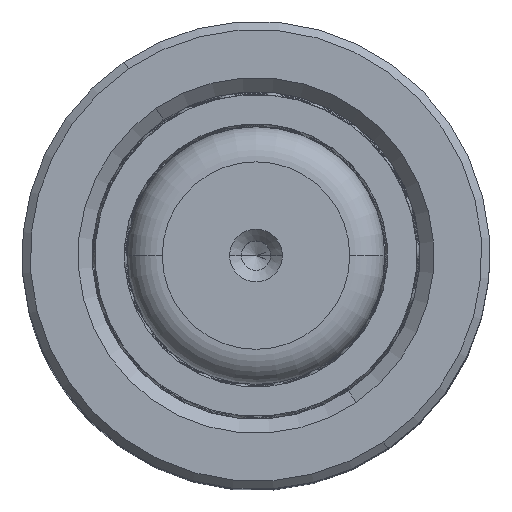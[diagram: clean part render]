
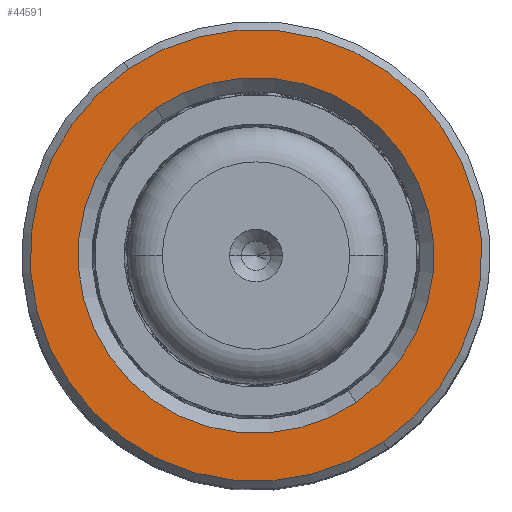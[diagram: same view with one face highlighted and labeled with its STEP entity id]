
A CAD part, top view. The second image highlights one B-rep face of the part: STEP entity #44591.
In plain terms, the highlighted planar face has unit normal (0, 0, 1).
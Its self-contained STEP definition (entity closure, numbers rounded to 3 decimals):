
#644 = DIRECTION ( 'NONE',  ( 1., 0., 0. ) ) ;
#835 = CARTESIAN_POINT ( 'NONE',  ( 15.2, 0., 60. ) ) ;
#912 = DIRECTION ( 'NONE',  ( 1., 0., 0. ) ) ;
#4767 = VERTEX_POINT ( 'NONE', #46812 ) ;
#5445 = AXIS2_PLACEMENT_3D ( 'NONE', #39566, #16495, #38223 ) ;
#6724 = EDGE_CURVE ( 'NONE', #41746, #15202, #27708, .T. ) ;
#8267 = CARTESIAN_POINT ( 'NONE',  ( 0., 0., 60. ) ) ;
#9286 = DIRECTION ( 'NONE',  ( 0., 0., 1. ) ) ;
#10654 = AXIS2_PLACEMENT_3D ( 'NONE', #8267, #38777, #38221 ) ;
#10877 = CARTESIAN_POINT ( 'NONE',  ( -15.2, 0., 60. ) ) ;
#14063 = CARTESIAN_POINT ( 'NONE',  ( 0., 0., 60. ) ) ;
#15059 = EDGE_CURVE ( 'NONE', #4767, #30391, #45856, .T. ) ;
#15202 = VERTEX_POINT ( 'NONE', #835 ) ;
#16495 = DIRECTION ( 'NONE',  ( 0., 0., -1. ) ) ;
#17646 = DIRECTION ( 'NONE',  ( 1., 0., 0. ) ) ;
#18217 = DIRECTION ( 'NONE',  ( 0., 0., 1. ) ) ;
#25397 = CARTESIAN_POINT ( 'NONE',  ( 0., 0., 60. ) ) ;
#27708 = CIRCLE ( 'NONE', #37251, 15.2 ) ;
#28340 = EDGE_CURVE ( 'NONE', #15202, #41746, #28648, .T. ) ;
#28648 = CIRCLE ( 'NONE', #5445, 15.2 ) ;
#28691 = ORIENTED_EDGE ( 'NONE', *, *, #15059, .T. ) ;
#30391 = VERTEX_POINT ( 'NONE', #42880 ) ;
#30582 = CARTESIAN_POINT ( 'NONE',  ( 0., 0., 60. ) ) ;
#34992 = ORIENTED_EDGE ( 'NONE', *, *, #6724, .T. ) ;
#36893 = EDGE_LOOP ( 'NONE', ( #28691, #40267 ) ) ;
#37251 = AXIS2_PLACEMENT_3D ( 'NONE', #30582, #48291, #17646 ) ;
#38221 = DIRECTION ( 'NONE',  ( 1., 0., 0. ) ) ;
#38223 = DIRECTION ( 'NONE',  ( 1., 0., 0. ) ) ;
#38777 = DIRECTION ( 'NONE',  ( 0., 0., 1. ) ) ;
#39566 = CARTESIAN_POINT ( 'NONE',  ( 0., 0., 60. ) ) ;
#40267 = ORIENTED_EDGE ( 'NONE', *, *, #55546, .T. ) ;
#41746 = VERTEX_POINT ( 'NONE', #10877 ) ;
#42190 = PLANE ( 'NONE',  #46542 ) ;
#42698 = AXIS2_PLACEMENT_3D ( 'NONE', #14063, #9286, #912 ) ;
#42880 = CARTESIAN_POINT ( 'NONE',  ( 19.3, 0., 60. ) ) ;
#43624 = ORIENTED_EDGE ( 'NONE', *, *, #28340, .T. ) ;
#44591 = ADVANCED_FACE ( 'NONE', ( #51044, #48335 ), #42190, .T. ) ;
#45856 = CIRCLE ( 'NONE', #10654, 19.3 ) ;
#46542 = AXIS2_PLACEMENT_3D ( 'NONE', #25397, #18217, #644 ) ;
#46812 = CARTESIAN_POINT ( 'NONE',  ( -19.3, 0., 60. ) ) ;
#48291 = DIRECTION ( 'NONE',  ( 0., 0., -1. ) ) ;
#48335 = FACE_BOUND ( 'NONE', #54394, .T. ) ;
#51044 = FACE_OUTER_BOUND ( 'NONE', #36893, .T. ) ;
#54394 = EDGE_LOOP ( 'NONE', ( #43624, #34992 ) ) ;
#55087 = CIRCLE ( 'NONE', #42698, 19.3 ) ;
#55546 = EDGE_CURVE ( 'NONE', #30391, #4767, #55087, .T. ) ;
